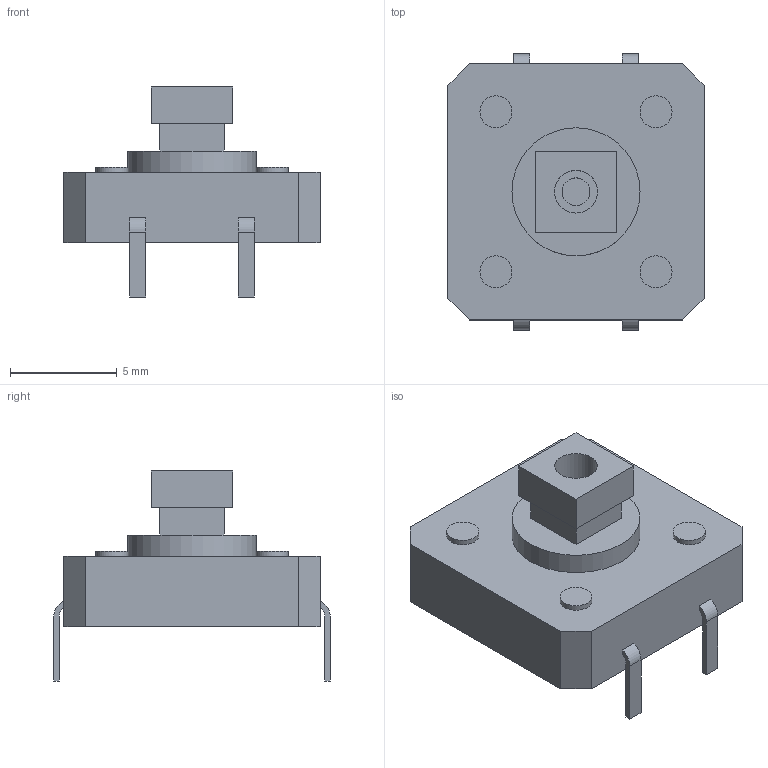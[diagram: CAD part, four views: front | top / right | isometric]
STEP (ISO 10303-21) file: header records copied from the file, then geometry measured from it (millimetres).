
FILE_DESCRIPTION(('FreeCAD Model'),'2;1');
FILE_NAME('push_button.step','2019-08-04T10:26:22',('Author'),(''), 'Open CASCADE STEP processor 7.3','FreeCAD','Unknown');
FILE_SCHEMA(('AUTOMOTIVE_DESIGN { 1 0 10303 214 1 1 1 1 }'));
Length unit declared in the file: millimetre
Products named in the file (1): bouton_poussoir
Bounding box: 12 x 12.95 x 9.84 mm (x, y, z)
Volume: 530.3 mm3; surface area: 557.9 mm2
Topology: 1 solids, 1 shells, 62 faces, 141 edges, 94 vertices
Faces by surface type: plane 47, cylinder 15
Full cylindrical faces by diameter (mm): 1.3 x1, 1.5 x4, 2 x1, 6 x1
Entity records: 1756 total; most frequent: CARTESIAN_POINT 298, DIRECTION 297, ORIENTED_EDGE 282, EDGE_CURVE 141, LINE 111, VECTOR 111, VERTEX_POINT 94, AXIS2_PLACEMENT_3D 93
